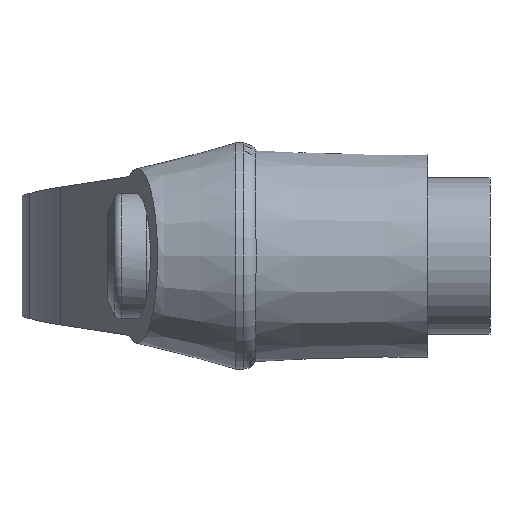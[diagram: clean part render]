
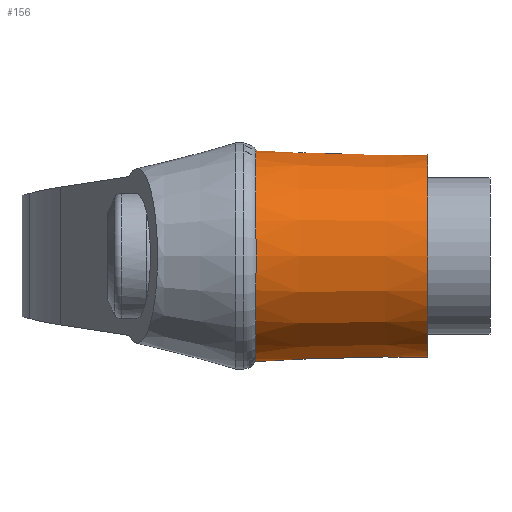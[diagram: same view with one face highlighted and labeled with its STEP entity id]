
A CAD part, left-side view. The second image highlights one B-rep face of the part: STEP entity #156.
In plain terms, the highlighted conical face has half-angle 1.5 degrees and reference radius 6.5 mm.
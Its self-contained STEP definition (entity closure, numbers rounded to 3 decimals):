
#156 = ADVANCED_FACE( '', ( #369, #370 ), #371, .T. );
#369 = FACE_OUTER_BOUND( '', #641, .T. );
#370 = FACE_BOUND( '', #642, .T. );
#371 = CONICAL_SURFACE( '', #643, 6.5, 0.026 );
#641 = EDGE_LOOP( '', ( #1058, #1059, #1060, #1061 ) );
#642 = EDGE_LOOP( '', ( #1062 ) );
#643 = AXIS2_PLACEMENT_3D( '', #1063, #1064, #1065 );
#1058 = ORIENTED_EDGE( '', *, *, #1732, .F. );
#1059 = ORIENTED_EDGE( '', *, *, #1733, .F. );
#1060 = ORIENTED_EDGE( '', *, *, #1734, .F. );
#1061 = ORIENTED_EDGE( '', *, *, #1735, .F. );
#1062 = ORIENTED_EDGE( '', *, *, #1727, .T. );
#1063 = CARTESIAN_POINT( '', ( 0., 4., 0. ) );
#1064 = DIRECTION( '', ( 0., 1., 0. ) );
#1065 = DIRECTION( '', ( -1., 0., 0. ) );
#1727 = EDGE_CURVE( '', #2119, #2119, #2120, .T. );
#1732 = EDGE_CURVE( '', #2126, #1936, #2127, .T. );
#1733 = EDGE_CURVE( '', #2128, #2126, #2129, .T. );
#1734 = EDGE_CURVE( '', #2130, #2128, #2131, .T. );
#1735 = EDGE_CURVE( '', #1936, #2130, #2132, .T. );
#1936 = VERTEX_POINT( '', #2389 );
#2119 = VERTEX_POINT( '', #2659 );
#2120 = CIRCLE( '', #2660, 6.5 );
#2126 = VERTEX_POINT( '', #2667 );
#2127 = CIRCLE( '', #2668, 6.788 );
#2128 = VERTEX_POINT( '', #2669 );
#2129 = CIRCLE( '', #2670, 6.788 );
#2130 = VERTEX_POINT( '', #2671 );
#2131 = CIRCLE( '', #2672, 6.788 );
#2132 = CIRCLE( '', #2673, 6.788 );
#2389 = CARTESIAN_POINT( '', ( 4.596, 15., 4.995 ) );
#2659 = CARTESIAN_POINT( '', ( -6.5, 4., 0. ) );
#2660 = AXIS2_PLACEMENT_3D( '', #3239, #3240, #3241 );
#2667 = CARTESIAN_POINT( '', ( 4.596, 15., -4.995 ) );
#2668 = AXIS2_PLACEMENT_3D( '', #3246, #3247, #3248 );
#2669 = CARTESIAN_POINT( '', ( 6.7, 15., -1.09 ) );
#2670 = AXIS2_PLACEMENT_3D( '', #3249, #3250, #3251 );
#2671 = CARTESIAN_POINT( '', ( 6.7, 15., 1.09 ) );
#2672 = AXIS2_PLACEMENT_3D( '', #3252, #3253, #3254 );
#2673 = AXIS2_PLACEMENT_3D( '', #3255, #3256, #3257 );
#3239 = CARTESIAN_POINT( '', ( 0., 4., 0. ) );
#3240 = DIRECTION( '', ( 0., 1., 0. ) );
#3241 = DIRECTION( '', ( -1., 0., 0. ) );
#3246 = CARTESIAN_POINT( '', ( 0., 15., 0. ) );
#3247 = DIRECTION( '', ( 0., 1., 0. ) );
#3248 = DIRECTION( '', ( -1., 0., 0. ) );
#3249 = CARTESIAN_POINT( '', ( 0., 15., 0. ) );
#3250 = DIRECTION( '', ( 0., 1., 0. ) );
#3251 = DIRECTION( '', ( -1., 0., 0. ) );
#3252 = CARTESIAN_POINT( '', ( 0., 15., 0. ) );
#3253 = DIRECTION( '', ( 0., 1., 0. ) );
#3254 = DIRECTION( '', ( -1., 0., 0. ) );
#3255 = CARTESIAN_POINT( '', ( 0., 15., 0. ) );
#3256 = DIRECTION( '', ( 0., 1., 0. ) );
#3257 = DIRECTION( '', ( -1., 0., 0. ) );
